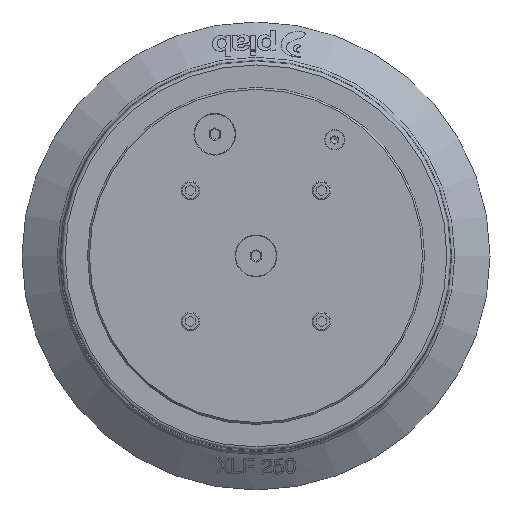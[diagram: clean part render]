
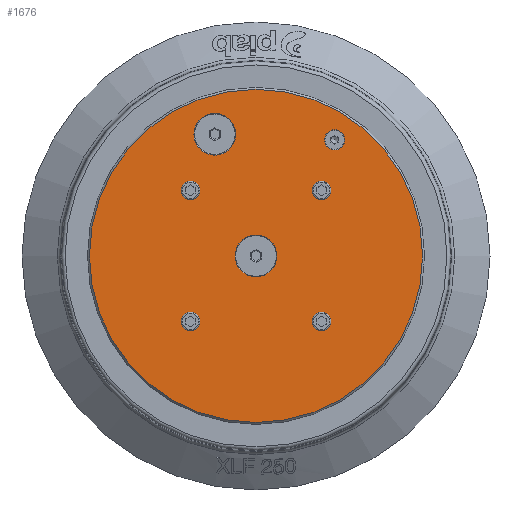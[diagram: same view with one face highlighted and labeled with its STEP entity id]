
A CAD part, top view. The second image highlights one B-rep face of the part: STEP entity #1676.
In plain terms, the highlighted planar face has unit normal (0, 0, 1).
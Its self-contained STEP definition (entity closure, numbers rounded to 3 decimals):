
#1676 = ADVANCED_FACE( '', ( #3721, #3722, #3723, #3724, #3725, #3726, #3727, #3728 ), #3729, .F. );
#3721 = FACE_BOUND( '', #6953, .T. );
#3722 = FACE_BOUND( '', #6954, .T. );
#3723 = FACE_OUTER_BOUND( '', #6955, .T. );
#3724 = FACE_BOUND( '', #6956, .T. );
#3725 = FACE_BOUND( '', #6957, .T. );
#3726 = FACE_BOUND( '', #6958, .T. );
#3727 = FACE_BOUND( '', #6959, .T. );
#3728 = FACE_BOUND( '', #6960, .T. );
#3729 = PLANE( '', #6961 );
#6953 = EDGE_LOOP( '', ( #12505 ) );
#6954 = EDGE_LOOP( '', ( #12506 ) );
#6955 = EDGE_LOOP( '', ( #12507 ) );
#6956 = EDGE_LOOP( '', ( #12508 ) );
#6957 = EDGE_LOOP( '', ( #12509 ) );
#6958 = EDGE_LOOP( '', ( #12510 ) );
#6959 = EDGE_LOOP( '', ( #12511 ) );
#6960 = EDGE_LOOP( '', ( #12512 ) );
#6961 = AXIS2_PLACEMENT_3D( '', #12513, #12514, #12515 );
#12505 = ORIENTED_EDGE( '', *, *, #16656, .T. );
#12506 = ORIENTED_EDGE( '', *, *, #16657, .T. );
#12507 = ORIENTED_EDGE( '', *, *, #15311, .T. );
#12508 = ORIENTED_EDGE( '', *, *, #16658, .T. );
#12509 = ORIENTED_EDGE( '', *, *, #16659, .T. );
#12510 = ORIENTED_EDGE( '', *, *, #16660, .T. );
#12511 = ORIENTED_EDGE( '', *, *, #16661, .T. );
#12512 = ORIENTED_EDGE( '', *, *, #16662, .T. );
#12513 = CARTESIAN_POINT( '', ( 0., 0., 12. ) );
#12514 = DIRECTION( '', ( 0., 0., -1. ) );
#12515 = DIRECTION( '', ( -1., 0., 0. ) );
#15311 = EDGE_CURVE( '', #17746, #17746, #17747, .F. );
#16656 = EDGE_CURVE( '', #19824, #19824, #19825, .T. );
#16657 = EDGE_CURVE( '', #19826, #19826, #19827, .T. );
#16658 = EDGE_CURVE( '', #19828, #19828, #19829, .T. );
#16659 = EDGE_CURVE( '', #19830, #19830, #19831, .T. );
#16660 = EDGE_CURVE( '', #19832, #19832, #19833, .T. );
#16661 = EDGE_CURVE( '', #19834, #19834, #19835, .T. );
#16662 = EDGE_CURVE( '', #19836, #19836, #19837, .T. );
#17746 = VERTEX_POINT( '', #21347 );
#17747 = CIRCLE( '', #21348, 89. );
#19824 = VERTEX_POINT( '', #25573 );
#19825 = CIRCLE( '', #25574, 11.15 );
#19826 = VERTEX_POINT( '', #25575 );
#19827 = CIRCLE( '', #25576, 11.15 );
#19828 = VERTEX_POINT( '', #25577 );
#19829 = CIRCLE( '', #25578, 2.959 );
#19830 = VERTEX_POINT( '', #25579 );
#19831 = CIRCLE( '', #25580, 2.959 );
#19832 = VERTEX_POINT( '', #25581 );
#19833 = CIRCLE( '', #25582, 2.959 );
#19834 = VERTEX_POINT( '', #25583 );
#19835 = CIRCLE( '', #25584, 2.959 );
#19836 = VERTEX_POINT( '', #25585 );
#19837 = CIRCLE( '', #25586, 5.4 );
#21347 = CARTESIAN_POINT( '', ( -89., 0., 12. ) );
#21348 = AXIS2_PLACEMENT_3D( '', #27851, #27852, #27853 );
#25573 = CARTESIAN_POINT( '', ( -33.15, 65., 12. ) );
#25574 = AXIS2_PLACEMENT_3D( '', #29465, #29466, #29467 );
#25575 = CARTESIAN_POINT( '', ( -11.15, 0., 12. ) );
#25576 = AXIS2_PLACEMENT_3D( '', #29468, #29469, #29470 );
#25577 = CARTESIAN_POINT( '', ( 32.042, -35., 12. ) );
#25578 = AXIS2_PLACEMENT_3D( '', #29471, #29472, #29473 );
#25579 = CARTESIAN_POINT( '', ( 32.042, 35., 12. ) );
#25580 = AXIS2_PLACEMENT_3D( '', #29474, #29475, #29476 );
#25581 = CARTESIAN_POINT( '', ( -37.959, 35., 12. ) );
#25582 = AXIS2_PLACEMENT_3D( '', #29477, #29478, #29479 );
#25583 = CARTESIAN_POINT( '', ( -37.959, -35., 12. ) );
#25584 = AXIS2_PLACEMENT_3D( '', #29480, #29481, #29482 );
#25585 = CARTESIAN_POINT( '', ( 36.6, 62., 12. ) );
#25586 = AXIS2_PLACEMENT_3D( '', #29483, #29484, #29485 );
#27851 = CARTESIAN_POINT( '', ( 0., 0., 12. ) );
#27852 = DIRECTION( '', ( 0., 0., -1. ) );
#27853 = DIRECTION( '', ( -1., 0., 0. ) );
#29465 = CARTESIAN_POINT( '', ( -22., 65., 12. ) );
#29466 = DIRECTION( '', ( 0., 0., -1. ) );
#29467 = DIRECTION( '', ( -1., 0., 0. ) );
#29468 = CARTESIAN_POINT( '', ( 0., 0., 12. ) );
#29469 = DIRECTION( '', ( 0., 0., -1. ) );
#29470 = DIRECTION( '', ( -1., 0., 0. ) );
#29471 = CARTESIAN_POINT( '', ( 35., -35., 12. ) );
#29472 = DIRECTION( '', ( 0., 0., -1. ) );
#29473 = DIRECTION( '', ( -1., 0., 0. ) );
#29474 = CARTESIAN_POINT( '', ( 35., 35., 12. ) );
#29475 = DIRECTION( '', ( 0., 0., -1. ) );
#29476 = DIRECTION( '', ( -1., 0., 0. ) );
#29477 = CARTESIAN_POINT( '', ( -35., 35., 12. ) );
#29478 = DIRECTION( '', ( 0., 0., -1. ) );
#29479 = DIRECTION( '', ( -1., 0., 0. ) );
#29480 = CARTESIAN_POINT( '', ( -35., -35., 12. ) );
#29481 = DIRECTION( '', ( 0., 0., -1. ) );
#29482 = DIRECTION( '', ( -1., 0., 0. ) );
#29483 = CARTESIAN_POINT( '', ( 42., 62., 12. ) );
#29484 = DIRECTION( '', ( 0., 0., -1. ) );
#29485 = DIRECTION( '', ( -1., 0., 0. ) );
